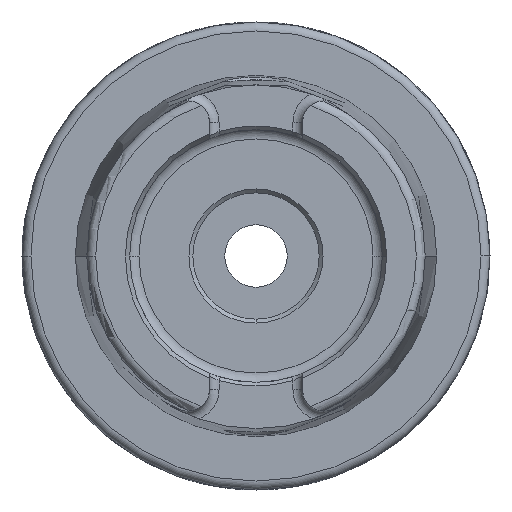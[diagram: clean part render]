
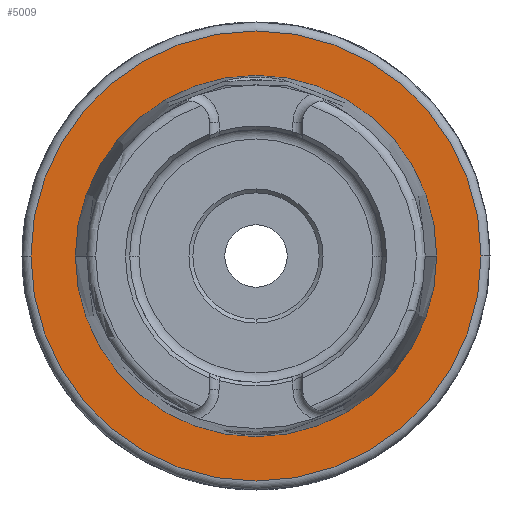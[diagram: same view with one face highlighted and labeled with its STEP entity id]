
A CAD part, left-side view. The second image highlights one B-rep face of the part: STEP entity #5009.
In plain terms, the highlighted planar face has unit normal (-1, 0, 0).
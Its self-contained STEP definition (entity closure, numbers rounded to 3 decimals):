
#72 = VERTEX_POINT ( 'NONE', #2053 ) ;
#334 = CARTESIAN_POINT ( 'NONE',  ( 0., 0., 0. ) ) ;
#603 = CIRCLE ( 'NONE', #4348, 24.321 ) ;
#800 = DIRECTION ( 'NONE',  ( 1., 0., 0. ) ) ;
#854 = AXIS2_PLACEMENT_3D ( 'NONE', #5193, #5223, #1522 ) ;
#937 = DIRECTION ( 'NONE',  ( 0., 1., 0. ) ) ;
#1147 = ORIENTED_EDGE ( 'NONE', *, *, #7878, .F. ) ;
#1293 = FACE_OUTER_BOUND ( 'NONE', #5106, .T. ) ;
#1522 = DIRECTION ( 'NONE',  ( 0., -1., 0. ) ) ;
#2053 = CARTESIAN_POINT ( 'NONE',  ( 0., -24.321, 0. ) ) ;
#2065 = EDGE_CURVE ( 'NONE', #72, #3946, #603, .T. ) ;
#2172 = VERTEX_POINT ( 'NONE', #4739 ) ;
#2461 = ORIENTED_EDGE ( 'NONE', *, *, #3198, .F. ) ;
#2500 = CARTESIAN_POINT ( 'NONE',  ( 0., 0., 0. ) ) ;
#2959 = EDGE_CURVE ( 'NONE', #3946, #72, #6584, .T. ) ;
#3134 = DIRECTION ( 'NONE',  ( 0., 1., 0. ) ) ;
#3164 = ORIENTED_EDGE ( 'NONE', *, *, #2065, .T. ) ;
#3192 = ORIENTED_EDGE ( 'NONE', *, *, #2959, .T. ) ;
#3198 = EDGE_CURVE ( 'NONE', #2172, #5662, #7243, .T. ) ;
#3483 = AXIS2_PLACEMENT_3D ( 'NONE', #334, #4671, #937 ) ;
#3946 = VERTEX_POINT ( 'NONE', #6791 ) ;
#4262 = CARTESIAN_POINT ( 'NONE',  ( 0., -30.3, 0. ) ) ;
#4348 = AXIS2_PLACEMENT_3D ( 'NONE', #7601, #7664, #7695 ) ;
#4531 = CARTESIAN_POINT ( 'NONE',  ( 0., 0., 0. ) ) ;
#4552 = CIRCLE ( 'NONE', #6595, 30.3 ) ;
#4671 = DIRECTION ( 'NONE',  ( 1., 0., 0. ) ) ;
#4739 = CARTESIAN_POINT ( 'NONE',  ( 0., 30.3, 0. ) ) ;
#5009 = ADVANCED_FACE ( 'NONE', ( #7845, #1293 ), #7648, .T. ) ;
#5106 = EDGE_LOOP ( 'NONE', ( #2461, #1147 ) ) ;
#5139 = DIRECTION ( 'NONE',  ( 0., 1., 0. ) ) ;
#5193 = CARTESIAN_POINT ( 'NONE',  ( 0., 24.321, 0. ) ) ;
#5223 = DIRECTION ( 'NONE',  ( -1., 0., 0. ) ) ;
#5662 = VERTEX_POINT ( 'NONE', #4262 ) ;
#5973 = EDGE_LOOP ( 'NONE', ( #3192, #3164 ) ) ;
#6505 = AXIS2_PLACEMENT_3D ( 'NONE', #4531, #800, #5139 ) ;
#6584 = CIRCLE ( 'NONE', #6505, 24.321 ) ;
#6595 = AXIS2_PLACEMENT_3D ( 'NONE', #2500, #6810, #3134 ) ;
#6791 = CARTESIAN_POINT ( 'NONE',  ( 0., 24.321, 0. ) ) ;
#6810 = DIRECTION ( 'NONE',  ( 1., 0., 0. ) ) ;
#7243 = CIRCLE ( 'NONE', #3483, 30.3 ) ;
#7601 = CARTESIAN_POINT ( 'NONE',  ( 0., 0., 0. ) ) ;
#7648 = PLANE ( 'NONE',  #854 ) ;
#7664 = DIRECTION ( 'NONE',  ( 1., 0., 0. ) ) ;
#7695 = DIRECTION ( 'NONE',  ( 0., 1., 0. ) ) ;
#7845 = FACE_BOUND ( 'NONE', #5973, .T. ) ;
#7878 = EDGE_CURVE ( 'NONE', #5662, #2172, #4552, .T. ) ;
